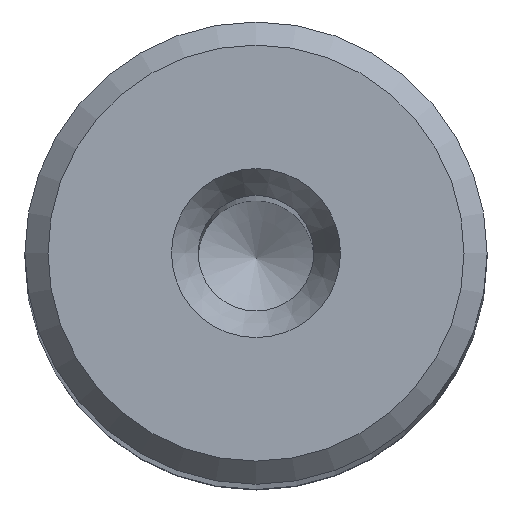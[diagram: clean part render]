
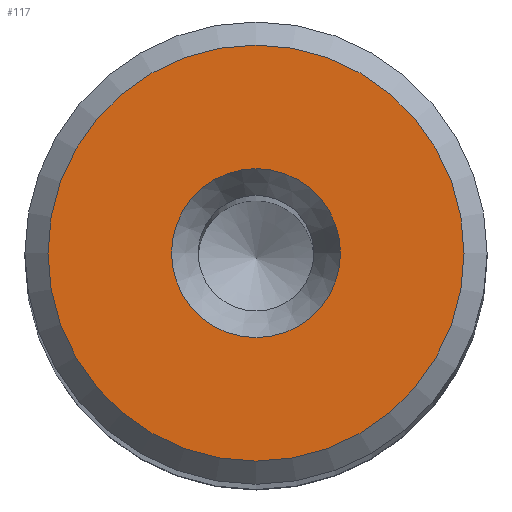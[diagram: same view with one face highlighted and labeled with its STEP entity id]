
A CAD part, top view. The second image highlights one B-rep face of the part: STEP entity #117.
In plain terms, the highlighted planar face has unit normal (0, 0, 1).
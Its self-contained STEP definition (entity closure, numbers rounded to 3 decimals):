
#42=PLANE('',#825);
#117=ADVANCED_FACE('',(#335,#336),#42,.F.);
#335=FACE_BOUND('',#453,.T.);
#336=FACE_BOUND('',#454,.T.);
#453=EDGE_LOOP('',(#569));
#454=EDGE_LOOP('',(#570));
#569=ORIENTED_EDGE('',*,*,#703,.T.);
#570=ORIENTED_EDGE('',*,*,#704,.F.);
#643=VERTEX_POINT('',#1456);
#644=VERTEX_POINT('',#1458);
#703=EDGE_CURVE('',#643,#643,#761,.T.);
#704=EDGE_CURVE('',#644,#644,#762,.T.);
#761=CIRCLE('',#823,9.);
#762=CIRCLE('',#824,3.655);
#823=AXIS2_PLACEMENT_3D('',#1455,#987,#988);
#824=AXIS2_PLACEMENT_3D('',#1457,#989,#990);
#825=AXIS2_PLACEMENT_3D('',#1459,#991,#992);
#987=DIRECTION('',(0.,0.,1.));
#988=DIRECTION('',(-1.,0.,0.));
#989=DIRECTION('',(0.,0.,1.));
#990=DIRECTION('',(1.,0.,0.));
#991=DIRECTION('',(0.,0.,-1.));
#992=DIRECTION('',(-1.,0.,0.));
#1455=CARTESIAN_POINT('',(0.,0.,121.));
#1456=CARTESIAN_POINT('',(-9.,0.,121.));
#1457=CARTESIAN_POINT('',(0.,0.,121.));
#1458=CARTESIAN_POINT('',(3.655,0.,121.));
#1459=CARTESIAN_POINT('',(10.,0.,121.));
